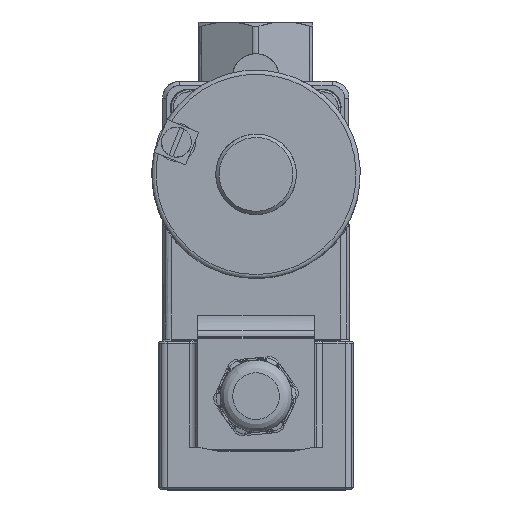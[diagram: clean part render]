
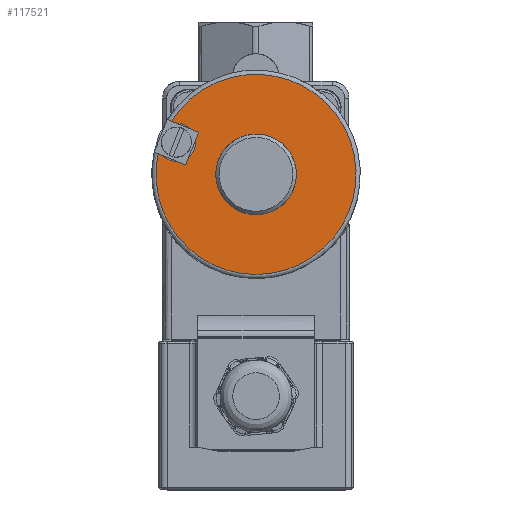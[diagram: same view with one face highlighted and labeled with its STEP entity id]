
A CAD part, top view. The second image highlights one B-rep face of the part: STEP entity #117521.
In plain terms, the highlighted free-form (B-spline) face has degree [1, 1] with [2, 2] control points.
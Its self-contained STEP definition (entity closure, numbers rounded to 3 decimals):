
#117466 = CARTESIAN_POINT ('', (-20.386, 9.153, 95.827));
#117467 = VERTEX_POINT ('', #117466);
#117468 = CARTESIAN_POINT ('', (-22.811, 3.152, 95.827));
#117469 = VERTEX_POINT ('', #117468);
#117470 = CARTESIAN_POINT ('', (-20.386, 9.153, 95.827));
#117471 = CARTESIAN_POINT ('', (-16.262, 10.821, 95.827));
#117472 = CARTESIAN_POINT ('', (-14.547, 6.716, 95.827));
#117473 = CARTESIAN_POINT ('', (-12.832, 2.61, 95.827));
#117474 = CARTESIAN_POINT ('', (-16.917, 0.849, 95.827));
#117475 = CARTESIAN_POINT ('', (-21.003, -0.913, 95.827));
#117476 = CARTESIAN_POINT ('', (-22.811, 3.152, 95.827));
#117477 = (
   BOUNDED_CURVE ()
   B_SPLINE_CURVE (2, (#117470, #117471, #117472, #117473, #117474, #117475, #117476), .UNSPECIFIED., .F., .U.)
   B_SPLINE_CURVE_WITH_KNOTS ((3, 2, 2, 3), (67.98, 157.327, 246.673, 336.02), .UNSPECIFIED.)
   CURVE ()
   GEOMETRIC_REPRESENTATION_ITEM ()
   RATIONAL_B_SPLINE_CURVE ((1., 0.711, 1., 0.711, 1., 0.711, 1.))
   REPRESENTATION_ITEM ('')
);
#117478 = EDGE_CURVE ('', #117467, #117469, #117477, .T.);
#117479 = ORIENTED_EDGE ('', *, *, #117478, .T.);
#117480 = CARTESIAN_POINT ('', (-20.386, 9.153, 95.827));
#117481 = CARTESIAN_POINT ('', (-9.411, 28.254, 95.827));
#117482 = CARTESIAN_POINT ('', (10.4, 18.617, 95.827));
#117483 = CARTESIAN_POINT ('', (30.21, 8.981, 95.827));
#117484 = CARTESIAN_POINT ('', (21.958, -11.446, 95.827));
#117485 = CARTESIAN_POINT ('', (13.705, -31.872, 95.827));
#117486 = CARTESIAN_POINT ('', (-7.24, -25.042, 95.827));
#117487 = CARTESIAN_POINT ('', (-28.185, -18.213, 95.827));
#117488 = CARTESIAN_POINT ('', (-22.811, 3.152, 95.827));
#117489 = (
   BOUNDED_CURVE ()
   B_SPLINE_CURVE (2, (#117480, #117481, #117482, #117483, #117484, #117485, #117486, #117487, #117488), .UNSPECIFIED., .F., .U.)
   B_SPLINE_CURVE_WITH_KNOTS ((3, 2, 2, 2, 3), (277.881, 363.94, 450., 536.06, 622.119), .UNSPECIFIED.)
   CURVE ()
   GEOMETRIC_REPRESENTATION_ITEM ()
   RATIONAL_B_SPLINE_CURVE ((1., 0.731, 1., 0.731, 1., 0.731, 1., 0.731, 1.))
   REPRESENTATION_ITEM ('')
);
#117490 = EDGE_CURVE ('', #117467, #117469, #117489, .T.);
#117491 = ORIENTED_EDGE ('', *, *, #117490, .F.);
#117492 = EDGE_LOOP ('', (#117479, #117491));
#117493 = FACE_OUTER_BOUND ('', #117492, .T.);
#117494 = CARTESIAN_POINT ('', (3.185, 5.521, 95.827));
#117495 = VERTEX_POINT ('', #117494);
#117496 = CARTESIAN_POINT ('', (-3.033, -10.73, 95.827));
#117497 = VERTEX_POINT ('', #117496);
#117498 = CARTESIAN_POINT ('', (3.185, 5.521, 95.827));
#117499 = CARTESIAN_POINT ('', (-4.94, 8.63, 95.827));
#117500 = CARTESIAN_POINT ('', (-8.049, 0.504, 95.827));
#117501 = CARTESIAN_POINT ('', (-11.158, -7.622, 95.827));
#117502 = CARTESIAN_POINT ('', (-3.033, -10.73, 95.827));
#117503 = (
   BOUNDED_CURVE ()
   B_SPLINE_CURVE (2, (#117498, #117499, #117500, #117501, #117502), .UNSPECIFIED., .F., .U.)
   B_SPLINE_CURVE_WITH_KNOTS ((3, 2, 3), (180., 270., 360.), .UNSPECIFIED.)
   CURVE ()
   GEOMETRIC_REPRESENTATION_ITEM ()
   RATIONAL_B_SPLINE_CURVE ((1., 0.707, 1., 0.707, 1.))
   REPRESENTATION_ITEM ('')
);
#117504 = EDGE_CURVE ('', #117495, #117497, #117503, .T.);
#117505 = ORIENTED_EDGE ('', *, *, #117504, .F.);
#117506 = CARTESIAN_POINT ('', (-3.033, -10.73, 95.827));
#117507 = CARTESIAN_POINT ('', (5.093, -13.839, 95.827));
#117508 = CARTESIAN_POINT ('', (8.202, -5.714, 95.827));
#117509 = CARTESIAN_POINT ('', (11.311, 2.412, 95.827));
#117510 = CARTESIAN_POINT ('', (3.185, 5.521, 95.827));
#117511 = (
   BOUNDED_CURVE ()
   B_SPLINE_CURVE (2, (#117506, #117507, #117508, #117509, #117510), .UNSPECIFIED., .F., .U.)
   B_SPLINE_CURVE_WITH_KNOTS ((3, 2, 3), (360., 450., 540.), .UNSPECIFIED.)
   CURVE ()
   GEOMETRIC_REPRESENTATION_ITEM ()
   RATIONAL_B_SPLINE_CURVE ((1., 0.707, 1., 0.707, 1.))
   REPRESENTATION_ITEM ('')
);
#117512 = EDGE_CURVE ('', #117497, #117495, #117511, .T.);
#117513 = ORIENTED_EDGE ('', *, *, #117512, .F.);
#117514 = EDGE_LOOP ('', (#117505, #117513));
#117515 = FACE_BOUND ('', #117514, .T.);
#117516 = CARTESIAN_POINT ('', (-49.07, -23.435, 95.827));
#117517 = CARTESIAN_POINT ('', (-19.991, 48.538, 95.827));
#117518 = CARTESIAN_POINT ('', (22.017, -52.156, 95.827));
#117519 = CARTESIAN_POINT ('', (51.096, 19.818, 95.827));
#117520 = B_SPLINE_SURFACE_WITH_KNOTS ('', 1, 1, ((#117516, #117517), (#117518, #117519)), .UNSPECIFIED., .F., .F., .U., (2, 2), (2, 2), (-37.765, 38.905), (-52.549, 25.077), .UNSPECIFIED.);
#117521 = ADVANCED_FACE ('', (#117493, #117515), #117520, .T.);
